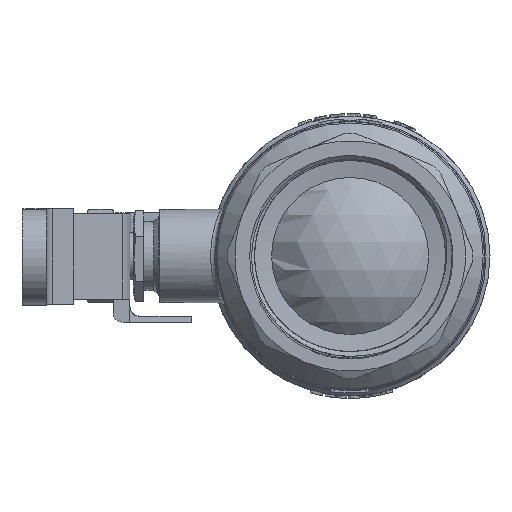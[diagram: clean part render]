
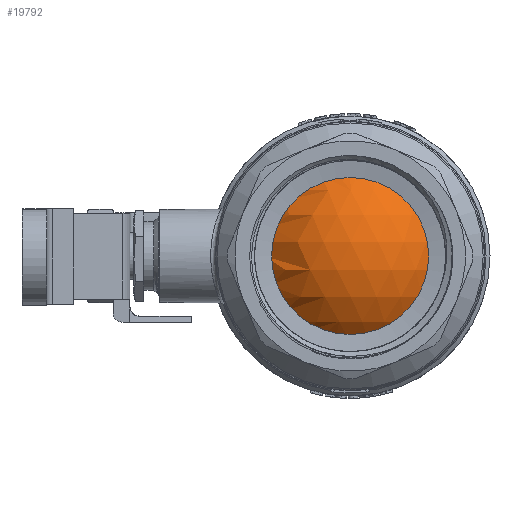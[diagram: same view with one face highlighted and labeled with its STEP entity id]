
A CAD part, left-side view. The second image highlights one B-rep face of the part: STEP entity #19792.
In plain terms, the highlighted spherical face has radius 23.5 mm.
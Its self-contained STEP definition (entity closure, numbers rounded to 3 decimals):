
#59=SPHERICAL_SURFACE('',#21215,23.5);
#1243=FACE_BOUND('',#3360,.T.);
#1244=FACE_BOUND('',#3361,.T.);
#1245=FACE_BOUND('',#3362,.T.);
#2217=FACE_OUTER_BOUND('',#3359,.T.);
#3359=EDGE_LOOP('',(#17288,#17289,#17290,#17291,#17292,#17293,#17294));
#3360=EDGE_LOOP('',(#17295));
#3361=EDGE_LOOP('',(#17296,#17297,#17298,#17299));
#3362=EDGE_LOOP('',(#17300));
#3797=CIRCLE('',#21211,8.);
#3800=CIRCLE('',#21216,17.5);
#3801=CIRCLE('',#21217,23.5);
#3802=CIRCLE('',#21218,17.5);
#3803=CIRCLE('',#21219,17.5);
#3804=CIRCLE('',#21220,23.5);
#3805=CIRCLE('',#21221,23.065);
#3806=CIRCLE('',#21222,23.065);
#3807=CIRCLE('',#21223,17.5);
#4657=B_SPLINE_CURVE_WITH_KNOTS('',3,(#49468,#49469,#49470,#49471,#49472,
#49473,#49474,#49475,#49476,#49477),.UNSPECIFIED.,.F.,.F.,(4,2,2,2,4),(3.745,
3.799,4.187,4.574,4.628),
 .UNSPECIFIED.);
#4658=B_SPLINE_CURVE_WITH_KNOTS('',3,(#49494,#49495,#49496,#49497,#49498,
#49499,#49500,#49501,#49502,#49503,#49504),.UNSPECIFIED.,.F.,.F.,(4,2,3,
2,4),(7.931,7.986,8.373,8.76,
8.815),.UNSPECIFIED.);
#9237=VERTEX_POINT('',#49458);
#9240=VERTEX_POINT('',#49465);
#9241=VERTEX_POINT('',#49467);
#9242=VERTEX_POINT('',#49480);
#9243=VERTEX_POINT('',#49481);
#9244=VERTEX_POINT('',#49483);
#9245=VERTEX_POINT('',#49485);
#9246=VERTEX_POINT('',#49488);
#9247=VERTEX_POINT('',#49490);
#9248=VERTEX_POINT('',#49492);
#9249=VERTEX_POINT('',#49505);
#11942=EDGE_CURVE('',#9237,#9237,#3797,.T.);
#11945=EDGE_CURVE('',#9240,#9241,#4657,.F.);
#11947=EDGE_CURVE('',#9242,#9243,#3800,.F.);
#11948=EDGE_CURVE('',#9243,#9244,#3801,.T.);
#11949=EDGE_CURVE('',#9243,#9245,#3802,.F.);
#11950=EDGE_CURVE('',#9245,#9242,#3803,.F.);
#11951=EDGE_CURVE('',#9246,#9242,#3804,.T.);
#11952=EDGE_CURVE('',#9241,#9247,#3805,.F.);
#11953=EDGE_CURVE('',#9248,#9240,#3806,.T.);
#11954=EDGE_CURVE('',#9247,#9248,#4658,.F.);
#11955=EDGE_CURVE('',#9249,#9249,#3807,.T.);
#17288=ORIENTED_EDGE('',*,*,#11947,.T.);
#17289=ORIENTED_EDGE('',*,*,#11948,.T.);
#17290=ORIENTED_EDGE('',*,*,#11948,.F.);
#17291=ORIENTED_EDGE('',*,*,#11949,.T.);
#17292=ORIENTED_EDGE('',*,*,#11950,.T.);
#17293=ORIENTED_EDGE('',*,*,#11951,.F.);
#17294=ORIENTED_EDGE('',*,*,#11951,.T.);
#17295=ORIENTED_EDGE('',*,*,#11942,.T.);
#17296=ORIENTED_EDGE('',*,*,#11952,.F.);
#17297=ORIENTED_EDGE('',*,*,#11945,.F.);
#17298=ORIENTED_EDGE('',*,*,#11953,.F.);
#17299=ORIENTED_EDGE('',*,*,#11954,.F.);
#17300=ORIENTED_EDGE('',*,*,#11955,.F.);
#19792=ADVANCED_FACE('',(#2217,#1243,#1244,#1245),#59,.F.);
#21211=AXIS2_PLACEMENT_3D('',#49460,#24898,#24899);
#21215=AXIS2_PLACEMENT_3D('',#49479,#24907,#24908);
#21216=AXIS2_PLACEMENT_3D('',#49482,#24909,#24910);
#21217=AXIS2_PLACEMENT_3D('',#49484,#24911,#24912);
#21218=AXIS2_PLACEMENT_3D('',#49486,#24913,#24914);
#21219=AXIS2_PLACEMENT_3D('',#49487,#24915,#24916);
#21220=AXIS2_PLACEMENT_3D('',#49489,#24917,#24918);
#21221=AXIS2_PLACEMENT_3D('',#49491,#24919,#24920);
#21222=AXIS2_PLACEMENT_3D('',#49493,#24921,#24922);
#21223=AXIS2_PLACEMENT_3D('',#49506,#24923,#24924);
#24898=DIRECTION('center_axis',(0.,-1.,0.));
#24899=DIRECTION('ref_axis',(1.,0.,0.));
#24907=DIRECTION('center_axis',(0.,0.,1.));
#24908=DIRECTION('ref_axis',(1.,0.,0.));
#24909=DIRECTION('center_axis',(1.,0.,0.));
#24910=DIRECTION('ref_axis',(0.,1.,0.));
#24911=DIRECTION('center_axis',(0.,1.,0.));
#24912=DIRECTION('ref_axis',(-1.,0.,0.));
#24913=DIRECTION('center_axis',(1.,0.,0.));
#24914=DIRECTION('ref_axis',(0.,1.,0.));
#24915=DIRECTION('center_axis',(1.,0.,0.));
#24916=DIRECTION('ref_axis',(0.,1.,0.));
#24917=DIRECTION('center_axis',(0.,1.,0.));
#24918=DIRECTION('ref_axis',(-1.,0.,0.));
#24919=DIRECTION('center_axis',(1.,0.,0.));
#24920=DIRECTION('ref_axis',(0.,0.,1.));
#24921=DIRECTION('center_axis',(1.,0.,0.));
#24922=DIRECTION('ref_axis',(0.,0.,1.));
#24923=DIRECTION('center_axis',(-1.,0.,0.));
#24924=DIRECTION('ref_axis',(0.,1.,0.));
#49458=CARTESIAN_POINT('',(-8.,-22.096,0.));
#49460=CARTESIAN_POINT('Origin',(0.,-22.096,0.));
#49465=CARTESIAN_POINT('',(4.5,20.47,10.628));
#49467=CARTESIAN_POINT('',(-4.5,20.47,10.628));
#49468=CARTESIAN_POINT('Ctrl Pts',(-4.5,20.47,10.628));
#49469=CARTESIAN_POINT('Ctrl Pts',(-4.314,20.492,10.665));
#49470=CARTESIAN_POINT('Ctrl Pts',(-4.128,20.513,10.699));
#49471=CARTESIAN_POINT('Ctrl Pts',(-2.624,20.669,10.953));
#49472=CARTESIAN_POINT('Ctrl Pts',(-1.29,20.737,11.056));
#49473=CARTESIAN_POINT('Ctrl Pts',(1.29,20.737,11.056));
#49474=CARTESIAN_POINT('Ctrl Pts',(2.624,20.669,10.953));
#49475=CARTESIAN_POINT('Ctrl Pts',(4.128,20.513,10.699));
#49476=CARTESIAN_POINT('Ctrl Pts',(4.314,20.492,10.665));
#49477=CARTESIAN_POINT('Ctrl Pts',(4.5,20.47,10.628));
#49479=CARTESIAN_POINT('Origin',(0.,0.,0.));
#49480=CARTESIAN_POINT('',(-15.684,0.,-17.5));
#49481=CARTESIAN_POINT('',(-15.684,0.,17.5));
#49482=CARTESIAN_POINT('Origin',(-15.684,0.,0.));
#49483=CARTESIAN_POINT('',(0.,0.,
23.5));
#49484=CARTESIAN_POINT('Origin',(0.,0.,0.));
#49485=CARTESIAN_POINT('',(-15.684,17.5,0.));
#49486=CARTESIAN_POINT('Origin',(-15.684,0.,0.));
#49487=CARTESIAN_POINT('Origin',(-15.684,0.,0.));
#49488=CARTESIAN_POINT('',(0.,0.,
-23.5));
#49489=CARTESIAN_POINT('Origin',(0.,0.,0.));
#49490=CARTESIAN_POINT('',(-4.5,20.47,-10.628));
#49491=CARTESIAN_POINT('Origin',(-4.5,0.,0.));
#49492=CARTESIAN_POINT('',(4.5,20.47,-10.628));
#49493=CARTESIAN_POINT('Origin',(4.5,0.,0.));
#49494=CARTESIAN_POINT('Ctrl Pts',(4.5,20.47,-10.628));
#49495=CARTESIAN_POINT('Ctrl Pts',(4.314,20.492,-10.665));
#49496=CARTESIAN_POINT('Ctrl Pts',(4.128,20.513,-10.699));
#49497=CARTESIAN_POINT('Ctrl Pts',(2.624,20.669,-10.953));
#49498=CARTESIAN_POINT('Ctrl Pts',(1.29,20.737,-11.056));
#49499=CARTESIAN_POINT('Ctrl Pts',(0.,20.737,-11.056));
#49500=CARTESIAN_POINT('Ctrl Pts',(-1.29,20.737,-11.056));
#49501=CARTESIAN_POINT('Ctrl Pts',(-2.624,20.669,-10.953));
#49502=CARTESIAN_POINT('Ctrl Pts',(-4.128,20.513,-10.699));
#49503=CARTESIAN_POINT('Ctrl Pts',(-4.314,20.492,-10.665));
#49504=CARTESIAN_POINT('Ctrl Pts',(-4.5,20.47,-10.628));
#49505=CARTESIAN_POINT('',(15.684,17.5,0.));
#49506=CARTESIAN_POINT('Origin',(15.684,0.,0.));
